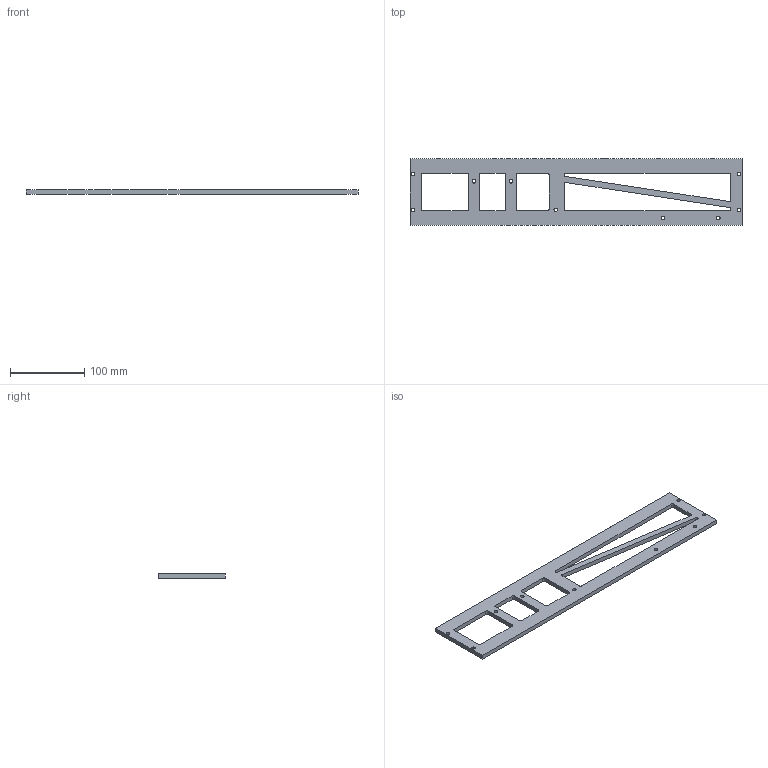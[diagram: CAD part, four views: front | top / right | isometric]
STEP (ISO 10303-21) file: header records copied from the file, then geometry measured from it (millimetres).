
FILE_DESCRIPTION(('STEP AP242'), '1');
FILE_NAME('ÅÐÂË.741128.003_Ïëàñòèíà êàðêàñà', '', ('UNSPECIFIED'), ('UNSPECIFIED'), 'C3D Converter', 'C3D Toolkit', '');
FILE_SCHEMA(('AP242_MANAGED_MODEL_BASED_3D_ENGINEERING_MIM_LF { 1 0 10303 442 1 1 4 }'));
Length unit declared in the file: millimetre
Products named in the file (1): ЕРВЛ.741128.003_Пластина каркаса
Bounding box: 448 x 90 x 6 mm (x, y, z)
Volume: 140148.1 mm3; surface area: 64585.2 mm2
Topology: 1 solids, 1 shells, 69 faces, 189 edges, 122 vertices
Faces by surface type: cylinder 33, plane 24, cone 12
Full cylindrical faces by diameter (mm): 3.3 x6, 4.8 x9
Entity records: 3865 total; most frequent: CARTESIAN_POINT 1590, DIRECTION 344, ORIENTED_EDGE 312, EDGE_CURVE 156, AXIS2_PLACEMENT_3D 130, EDGE_LOOP 124, VERTEX_POINT 116, LINE 84
